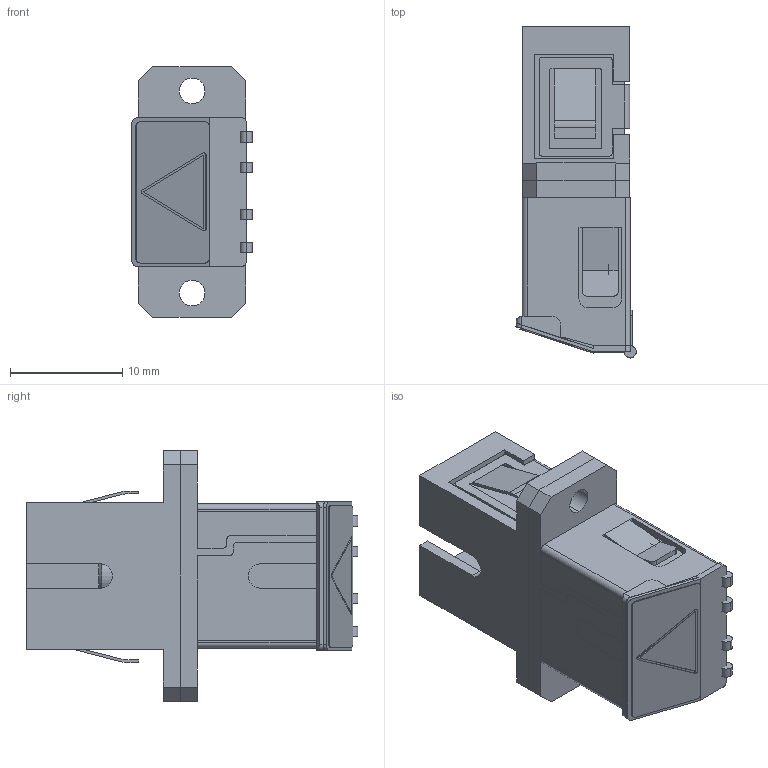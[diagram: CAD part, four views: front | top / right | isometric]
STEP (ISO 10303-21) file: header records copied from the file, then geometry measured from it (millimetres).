
FILE_DESCRIPTION (( 'STEP AP214' ), '1' );
FILE_NAME ('FOA-821-BGE_3D.STEP', '2022-02-08T16:29:04', ( '' ), ( '' ), 'SwSTEP 2.0', 'SolidWorks 2021', '' );
FILE_SCHEMA (( 'AUTOMOTIVE_DESIGN' ));
Length unit declared in the file: inch
Products named in the file (4): FOA-821-BGE; FOA-985_MOUNTING CLIP; FOA-821-BGE_3D; Shutter front
Assembly tree (3 placements, depth 2):
  FOA-821-BGE_3D
    FOA-821-BGE
    Shutter front
    FOA-985_MOUNTING CLIP
Bounding box: 10.7 x 29.51 x 22.3 mm (x, y, z)
Volume: 2233.3 mm3; surface area: 5430.5 mm2
Topology: 11 solids, 11 shells, 391 faces, 1041 edges, 677 vertices
Faces by surface type: plane 298, cylinder 85, cone 8
Entity records: 13970 total; most frequent: CARTESIAN_POINT 2151, ORIENTED_EDGE 2082, DIRECTION 1999, EDGE_CURVE 1041, VECTOR 853, LINE 853, VERTEX_POINT 677, AXIS2_PLACEMENT_3D 573
